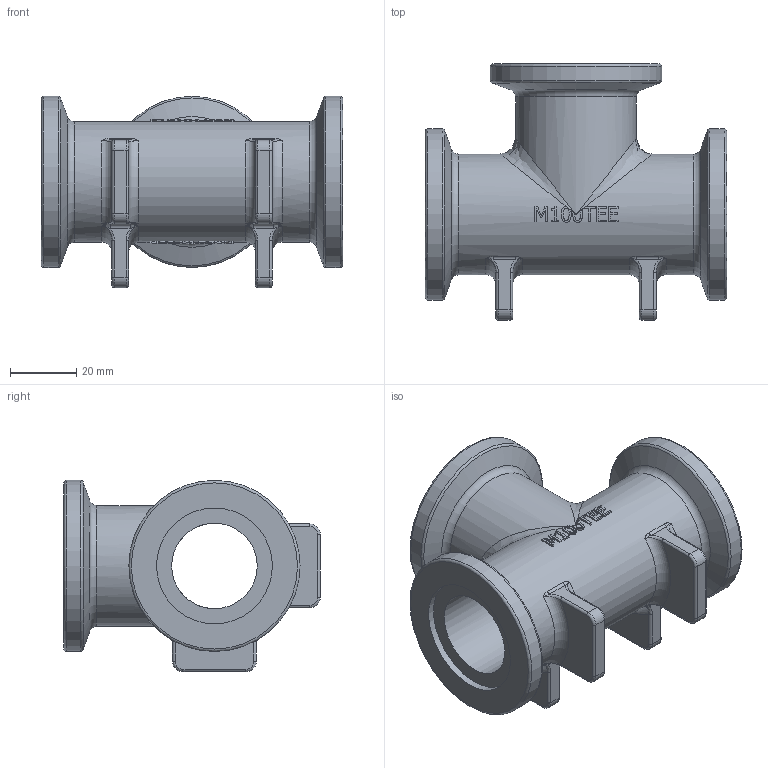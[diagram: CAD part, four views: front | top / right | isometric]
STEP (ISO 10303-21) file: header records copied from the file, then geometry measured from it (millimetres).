
FILE_DESCRIPTION((''),'2;1');
FILE_NAME('M100tee.stp','2012-03-01T09:45:39',('areid'),(''),'Autodesk Inventor 2012','Autodesk Inventor 2012','');
FILE_SCHEMA(('AUTOMOTIVE_DESIGN { 1 0 10303 214 1 1 1 1 }'));
Length unit declared in the file: inch
Products named in the file (1): M100TEE
Bounding box: 91.19 x 77.6 x 57.91 mm (x, y, z)
Volume: 88891.1 mm3; surface area: 34056.4 mm2
Topology: 1 solids, 1 shells, 461 faces, 1206 edges, 752 vertices
Faces by surface type: plane 178, bspline 162, cylinder 81, torus 33, sphere 4, cone 3
Full cylindrical faces by diameter (mm): 25.908 x2, 35.052 x3, 36.576 x2, 51.816 x3
Entity records: 35875 total; most frequent: CARTESIAN_POINT 25863, ORIENTED_EDGE 2314, DIRECTION 1618, EDGE_CURVE 1157, VERTEX_POINT 747, AXIS2_PLACEMENT_3D 581, EDGE_LOOP 514, FACE_OUTER_BOUND 461
